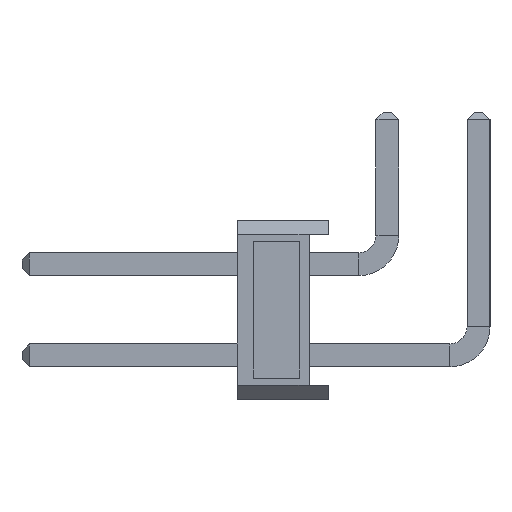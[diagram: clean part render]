
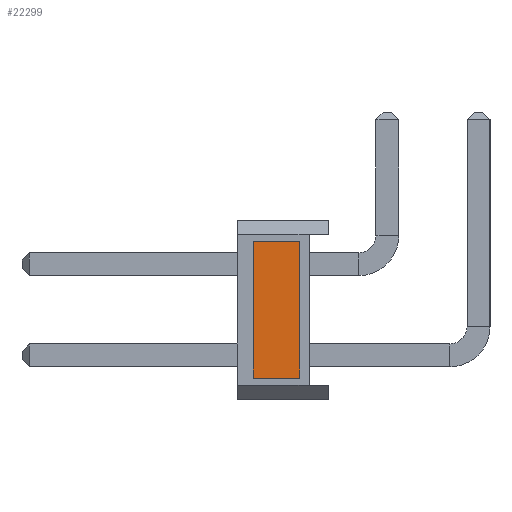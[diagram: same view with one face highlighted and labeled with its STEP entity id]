
A CAD part, left-side view. The second image highlights one B-rep face of the part: STEP entity #22299.
In plain terms, the highlighted planar face has unit normal (-1, 0, 0).
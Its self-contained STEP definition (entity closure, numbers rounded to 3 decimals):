
#1950 = ORIENTED_EDGE ( 'NONE', *, *, #39366, .F. ) ;
#3187 = CARTESIAN_POINT ( 'NONE',  ( -1.27, 2.1, 1.9 ) ) ;
#4238 = CARTESIAN_POINT ( 'NONE',  ( -1.27, 0.8, 1.9 ) ) ;
#5682 = CARTESIAN_POINT ( 'NONE',  ( -1.27, 2.1, 0. ) ) ;
#8337 = EDGE_CURVE ( 'NONE', #50239, #20773, #42447, .T. ) ;
#8502 = LINE ( 'NONE', #5682, #31734 ) ;
#9117 = PLANE ( 'NONE',  #25575 ) ;
#11577 = EDGE_CURVE ( 'NONE', #33750, #20773, #29002, .T. ) ;
#13274 = DIRECTION ( 'NONE',  ( 0., 0., 1. ) ) ;
#15605 = EDGE_CURVE ( 'NONE', #37530, #50239, #51643, .T. ) ;
#15614 = DIRECTION ( 'NONE',  ( 0., -1., 0. ) ) ;
#16536 = ORIENTED_EDGE ( 'NONE', *, *, #8337, .T. ) ;
#16832 = CARTESIAN_POINT ( 'NONE',  ( -1.27, 2.1, -1.9 ) ) ;
#17372 = DIRECTION ( 'NONE',  ( 0., -1., 0. ) ) ;
#17398 = DIRECTION ( 'NONE',  ( 1., 0., 0. ) ) ;
#18591 = VECTOR ( 'NONE', #17372, 1000. ) ;
#19464 = VECTOR ( 'NONE', #15614, 1000. ) ;
#20773 = VERTEX_POINT ( 'NONE', #4238 ) ;
#21435 = DIRECTION ( 'NONE',  ( 0., 0., 1. ) ) ;
#21743 = DIRECTION ( 'NONE',  ( 0., 0., -1. ) ) ;
#22299 = ADVANCED_FACE ( 'NONE', ( #43837 ), #9117, .F. ) ;
#25575 = AXIS2_PLACEMENT_3D ( 'NONE', #38039, #17398, #21743 ) ;
#29002 = LINE ( 'NONE', #44781, #19464 ) ;
#29072 = EDGE_LOOP ( 'NONE', ( #16536, #45221, #1950, #29667 ) ) ;
#29667 = ORIENTED_EDGE ( 'NONE', *, *, #15605, .T. ) ;
#31349 = VECTOR ( 'NONE', #21435, 1000. ) ;
#31734 = VECTOR ( 'NONE', #13274, 1000. ) ;
#33750 = VERTEX_POINT ( 'NONE', #3187 ) ;
#37530 = VERTEX_POINT ( 'NONE', #16832 ) ;
#38039 = CARTESIAN_POINT ( 'NONE',  ( -1.27, 2.1, 0. ) ) ;
#39366 = EDGE_CURVE ( 'NONE', #37530, #33750, #8502, .T. ) ;
#42447 = LINE ( 'NONE', #42637, #31349 ) ;
#42637 = CARTESIAN_POINT ( 'NONE',  ( -1.27, 0.8, 0. ) ) ;
#43837 = FACE_OUTER_BOUND ( 'NONE', #29072, .T. ) ;
#44781 = CARTESIAN_POINT ( 'NONE',  ( -1.27, 2.1, 1.9 ) ) ;
#45221 = ORIENTED_EDGE ( 'NONE', *, *, #11577, .F. ) ;
#46810 = CARTESIAN_POINT ( 'NONE',  ( -1.27, 0.8, -1.9 ) ) ;
#50239 = VERTEX_POINT ( 'NONE', #46810 ) ;
#50363 = CARTESIAN_POINT ( 'NONE',  ( -1.27, 2.1, -1.9 ) ) ;
#51643 = LINE ( 'NONE', #50363, #18591 ) ;
